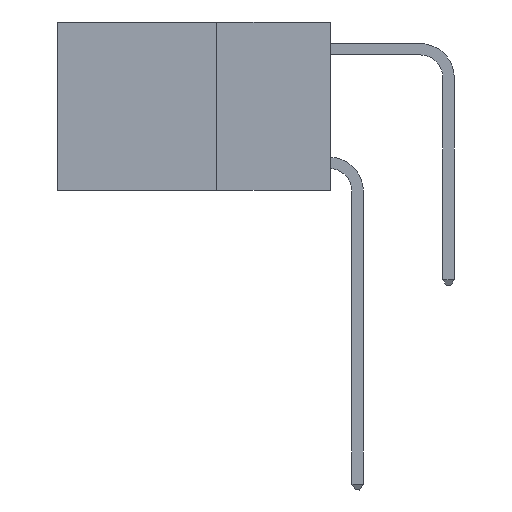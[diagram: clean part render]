
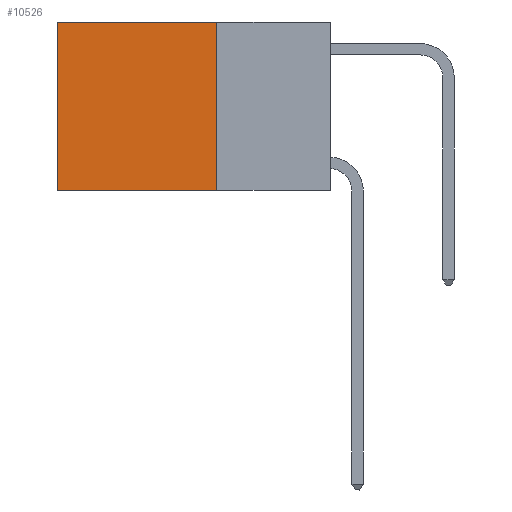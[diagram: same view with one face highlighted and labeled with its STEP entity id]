
A CAD part, left-side view. The second image highlights one B-rep face of the part: STEP entity #10526.
In plain terms, the highlighted planar face has unit normal (-1, 0, 0).
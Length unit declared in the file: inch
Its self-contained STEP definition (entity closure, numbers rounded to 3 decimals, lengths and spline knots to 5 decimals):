
#393 = EDGE_CURVE ( 'NONE', #5210, #560, #518, .T. ) ;
#471 = LINE ( 'NONE', #11806, #11924 ) ;
#518 = LINE ( 'NONE', #4490, #5953 ) ;
#560 = VERTEX_POINT ( 'NONE', #9863 ) ;
#589 = DIRECTION ( 'NONE',  ( 0., 1., 0. ) ) ;
#1019 = VECTOR ( 'NONE', #5769, 39.37008 ) ;
#1220 = ORIENTED_EDGE ( 'NONE', *, *, #7188, .F. ) ;
#1443 = LINE ( 'NONE', #3495, #1019 ) ;
#1446 = DIRECTION ( 'NONE',  ( 1., 0., 0. ) ) ;
#1469 = DIRECTION ( 'NONE',  ( 0., 0., -1. ) ) ;
#1505 = CARTESIAN_POINT ( 'NONE',  ( 0.2625, 0.6, 0. ) ) ;
#1958 = EDGE_CURVE ( 'NONE', #8923, #560, #1443, .T. ) ;
#2473 = VERTEX_POINT ( 'NONE', #10655 ) ;
#2598 = ORIENTED_EDGE ( 'NONE', *, *, #4364, .T. ) ;
#3414 = CARTESIAN_POINT ( 'NONE',  ( 0.2625, 0.25, 0. ) ) ;
#3495 = CARTESIAN_POINT ( 'NONE',  ( 0.2625, 0.6, 0. ) ) ;
#3773 = LINE ( 'NONE', #5667, #4220 ) ;
#4220 = VECTOR ( 'NONE', #6600, 39.37008 ) ;
#4364 = EDGE_CURVE ( 'NONE', #2473, #8923, #3773, .T. ) ;
#4490 = CARTESIAN_POINT ( 'NONE',  ( 0.2625, 0.25, -0.37 ) ) ;
#5210 = VERTEX_POINT ( 'NONE', #9698 ) ;
#5281 = DIRECTION ( 'NONE',  ( 0., 0., -1. ) ) ;
#5667 = CARTESIAN_POINT ( 'NONE',  ( 0.2625, 0.25, 0. ) ) ;
#5769 = DIRECTION ( 'NONE',  ( 0., 0., -1. ) ) ;
#5953 = VECTOR ( 'NONE', #589, 39.37008 ) ;
#6102 = FACE_OUTER_BOUND ( 'NONE', #9142, .T. ) ;
#6600 = DIRECTION ( 'NONE',  ( 0., 1., 0. ) ) ;
#6866 = AXIS2_PLACEMENT_3D ( 'NONE', #3414, #1446, #5281 ) ;
#7188 = EDGE_CURVE ( 'NONE', #2473, #5210, #471, .T. ) ;
#8923 = VERTEX_POINT ( 'NONE', #1505 ) ;
#8938 = ORIENTED_EDGE ( 'NONE', *, *, #393, .F. ) ;
#9142 = EDGE_LOOP ( 'NONE', ( #11768, #8938, #1220, #2598 ) ) ;
#9698 = CARTESIAN_POINT ( 'NONE',  ( 0.2625, 0.25, -0.37 ) ) ;
#9863 = CARTESIAN_POINT ( 'NONE',  ( 0.2625, 0.6, -0.37 ) ) ;
#10526 = ADVANCED_FACE ( 'NONE', ( #6102 ), #10865, .F. ) ;
#10655 = CARTESIAN_POINT ( 'NONE',  ( 0.2625, 0.25, 0. ) ) ;
#10865 = PLANE ( 'NONE',  #6866 ) ;
#11768 = ORIENTED_EDGE ( 'NONE', *, *, #1958, .T. ) ;
#11806 = CARTESIAN_POINT ( 'NONE',  ( 0.2625, 0.25, 0. ) ) ;
#11924 = VECTOR ( 'NONE', #1469, 39.37008 ) ;
